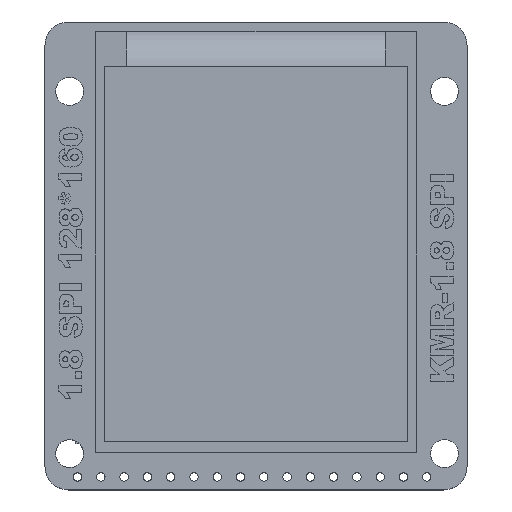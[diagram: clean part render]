
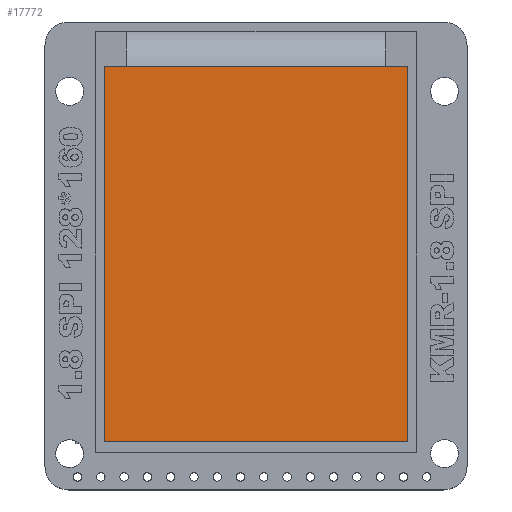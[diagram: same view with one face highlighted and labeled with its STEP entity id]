
A CAD part, top view. The second image highlights one B-rep face of the part: STEP entity #17772.
In plain terms, the highlighted planar face has unit normal (0, 0, 1).
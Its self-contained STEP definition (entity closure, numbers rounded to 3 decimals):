
#2100=ORIENTED_EDGE('',*,*,#5590,.F.);
#2101=ORIENTED_EDGE('',*,*,#5586,.F.);
#2102=ORIENTED_EDGE('',*,*,#5600,.F.);
#2103=ORIENTED_EDGE('',*,*,#5593,.F.);
#5586=EDGE_CURVE('',#7463,#7464,#8426,.T.);
#5590=EDGE_CURVE('',#7464,#7467,#8430,.T.);
#5593=EDGE_CURVE('',#7467,#7469,#8433,.T.);
#5600=EDGE_CURVE('',#7469,#7463,#8440,.T.);
#7463=VERTEX_POINT('',#23982);
#7464=VERTEX_POINT('',#23983);
#7467=VERTEX_POINT('',#23991);
#7469=VERTEX_POINT('',#23997);
#8426=LINE('',#23981,#9086);
#8430=LINE('',#23990,#9090);
#8433=LINE('',#23996,#9093);
#8440=LINE('',#24010,#9100);
#9086=VECTOR('',#19319,1000.);
#9090=VECTOR('',#19325,1000.);
#9093=VECTOR('',#19330,1000.);
#9100=VECTOR('',#19339,1000.);
#9892=EDGE_LOOP('',(#2100,#2101,#2102,#2103));
#10858=FACE_BOUND('',#9892,.T.);
#11669=PLANE('',#18626);
#17772=ADVANCED_FACE('',(#10858),#11669,.F.);
#18626=AXIS2_PLACEMENT_3D('',#25184,#19494,#19495);
#19319=DIRECTION('',(-1.,0.,0.));
#19325=DIRECTION('',(0.,1.,0.));
#19330=DIRECTION('',(1.,0.,0.));
#19339=DIRECTION('',(0.,-1.,0.));
#19494=DIRECTION('',(0.,0.,-1.));
#19495=DIRECTION('',(-1.,0.,0.));
#23981=CARTESIAN_POINT('',(16.523,-20.258,4.42));
#23982=CARTESIAN_POINT('',(16.523,-20.258,4.42));
#23983=CARTESIAN_POINT('',(-16.523,-20.258,4.42));
#23990=CARTESIAN_POINT('',(-16.523,-20.258,4.42));
#23991=CARTESIAN_POINT('',(-16.523,20.676,4.42));
#23996=CARTESIAN_POINT('',(-16.523,20.676,4.42));
#23997=CARTESIAN_POINT('',(16.523,20.676,4.42));
#24010=CARTESIAN_POINT('',(16.523,20.676,4.42));
#25184=CARTESIAN_POINT('',(0.,0.,4.42));
